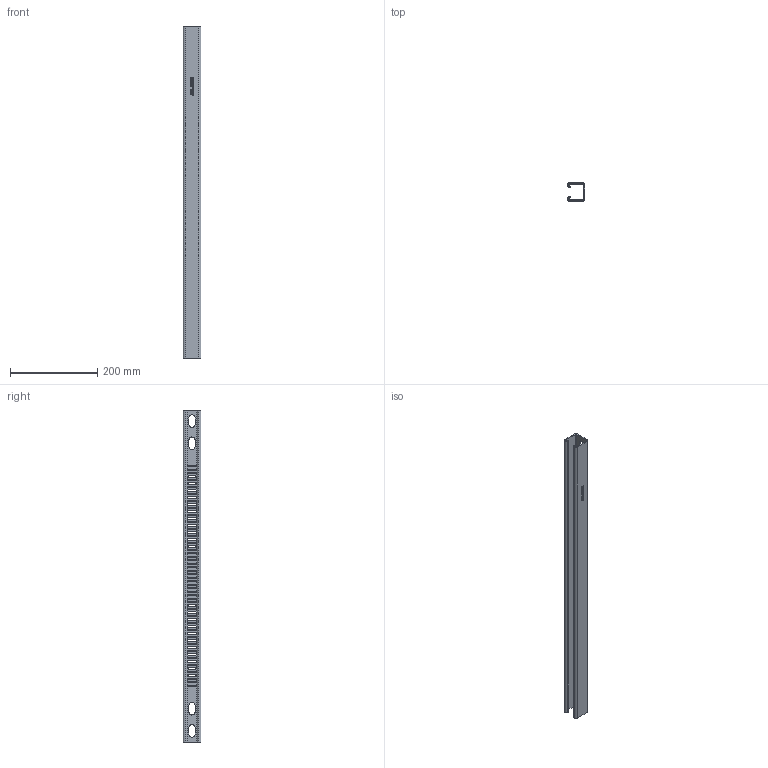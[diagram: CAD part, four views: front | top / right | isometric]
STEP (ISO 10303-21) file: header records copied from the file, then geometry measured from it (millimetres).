
FILE_DESCRIPTION (( 'STEP AP203' ), '1' );
FILE_NAME ('SS15812-30.STEP', '2022-06-13T16:20:32', ( '' ), ( '' ), 'SwSTEP 2.0', 'SolidWorks 2021', '' );
FILE_SCHEMA (( 'CONFIG_CONTROL_DESIGN' ));
Products named in the file (1): SS15812-30
Bounding box: 41.27 x 41.27 x 762 mm (x, y, z)
Volume: 254758.7 mm3; surface area: 203279.5 mm2
Topology: 1 solids, 1 shells, 1110 faces, 3132 edges, 2088 vertices
Faces by surface type: plane 549, cylinder 391, bspline 170
Entity records: 44853 total; most frequent: CARTESIAN_POINT 16125, ORIENTED_EDGE 6264, DIRECTION 5456, EDGE_CURVE 3132, VERTEX_POINT 2088, LINE 2010, VECTOR 2010, AXIS2_PLACEMENT_3D 1723
